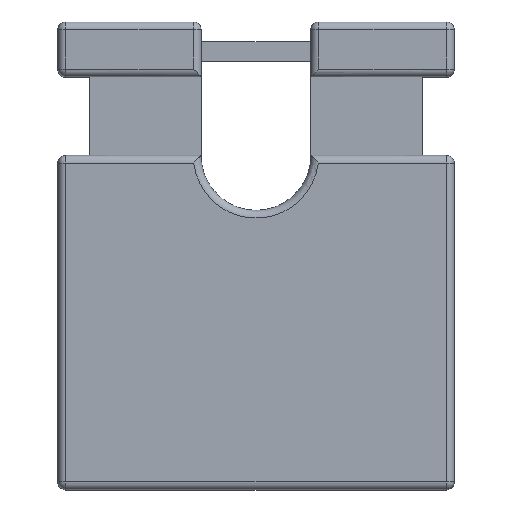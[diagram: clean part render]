
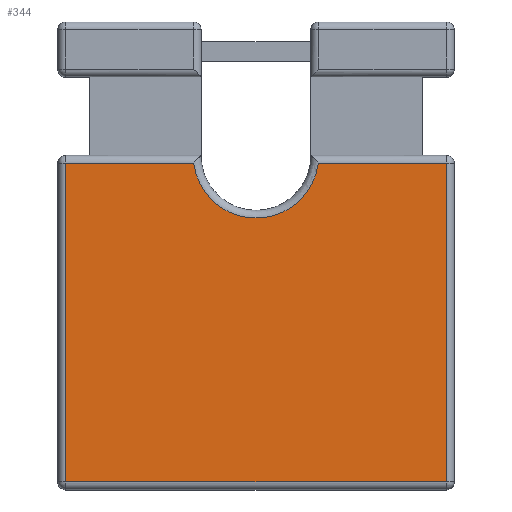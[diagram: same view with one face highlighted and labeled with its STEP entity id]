
A CAD part, top view. The second image highlights one B-rep face of the part: STEP entity #344.
In plain terms, the highlighted planar face has unit normal (0, 0, 1).
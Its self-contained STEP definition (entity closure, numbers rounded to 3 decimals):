
#344 = ADVANCED_FACE('',(#345),#396,.T.);
#345 = FACE_BOUND('',#346,.T.);
#346 = EDGE_LOOP('',(#347,#357,#366,#374,#382,#390));
#347 = ORIENTED_EDGE('',*,*,#348,.T.);
#348 = EDGE_CURVE('',#349,#351,#353,.T.);
#349 = VERTEX_POINT('',#350);
#350 = CARTESIAN_POINT('',(2.425,1.18,1.2));
#351 = VERTEX_POINT('',#352);
#352 = CARTESIAN_POINT('',(0.794,1.18,1.2));
#353 = LINE('',#354,#355);
#354 = CARTESIAN_POINT('',(0.,1.18,1.2));
#355 = VECTOR('',#356,1.);
#356 = DIRECTION('',(-1.,-0.,-0.));
#357 = ORIENTED_EDGE('',*,*,#358,.T.);
#358 = EDGE_CURVE('',#351,#359,#361,.T.);
#359 = VERTEX_POINT('',#360);
#360 = CARTESIAN_POINT('',(-0.794,1.18,1.2));
#361 = CIRCLE('',#362,0.8);
#362 = AXIS2_PLACEMENT_3D('',#363,#364,#365);
#363 = CARTESIAN_POINT('',(0.,1.28,1.2));
#364 = DIRECTION('',(0.,0.,-1.));
#365 = DIRECTION('',(1.,0.,0.));
#366 = ORIENTED_EDGE('',*,*,#367,.T.);
#367 = EDGE_CURVE('',#359,#368,#370,.T.);
#368 = VERTEX_POINT('',#369);
#369 = CARTESIAN_POINT('',(-2.425,1.18,1.2));
#370 = LINE('',#371,#372);
#371 = CARTESIAN_POINT('',(0.,1.18,1.2));
#372 = VECTOR('',#373,1.);
#373 = DIRECTION('',(-1.,-0.,-0.));
#374 = ORIENTED_EDGE('',*,*,#375,.T.);
#375 = EDGE_CURVE('',#368,#376,#378,.T.);
#376 = VERTEX_POINT('',#377);
#377 = CARTESIAN_POINT('',(-2.425,-2.88,1.2));
#378 = LINE('',#379,#380);
#379 = CARTESIAN_POINT('',(-2.425,-2.98,1.2));
#380 = VECTOR('',#381,1.);
#381 = DIRECTION('',(0.,-1.,0.));
#382 = ORIENTED_EDGE('',*,*,#383,.T.);
#383 = EDGE_CURVE('',#376,#384,#386,.T.);
#384 = VERTEX_POINT('',#385);
#385 = CARTESIAN_POINT('',(2.425,-2.88,1.2));
#386 = LINE('',#387,#388);
#387 = CARTESIAN_POINT('',(2.525,-2.88,1.2));
#388 = VECTOR('',#389,1.);
#389 = DIRECTION('',(1.,-0.,0.));
#390 = ORIENTED_EDGE('',*,*,#391,.T.);
#391 = EDGE_CURVE('',#384,#349,#392,.T.);
#392 = LINE('',#393,#394);
#393 = CARTESIAN_POINT('',(2.425,1.28,1.2));
#394 = VECTOR('',#395,1.);
#395 = DIRECTION('',(0.,1.,-0.));
#396 = PLANE('',#397);
#397 = AXIS2_PLACEMENT_3D('',#398,#399,#400);
#398 = CARTESIAN_POINT('',(0.,0.,1.2));
#399 = DIRECTION('',(-0.,0.,1.));
#400 = DIRECTION('',(1.,0.,0.));
